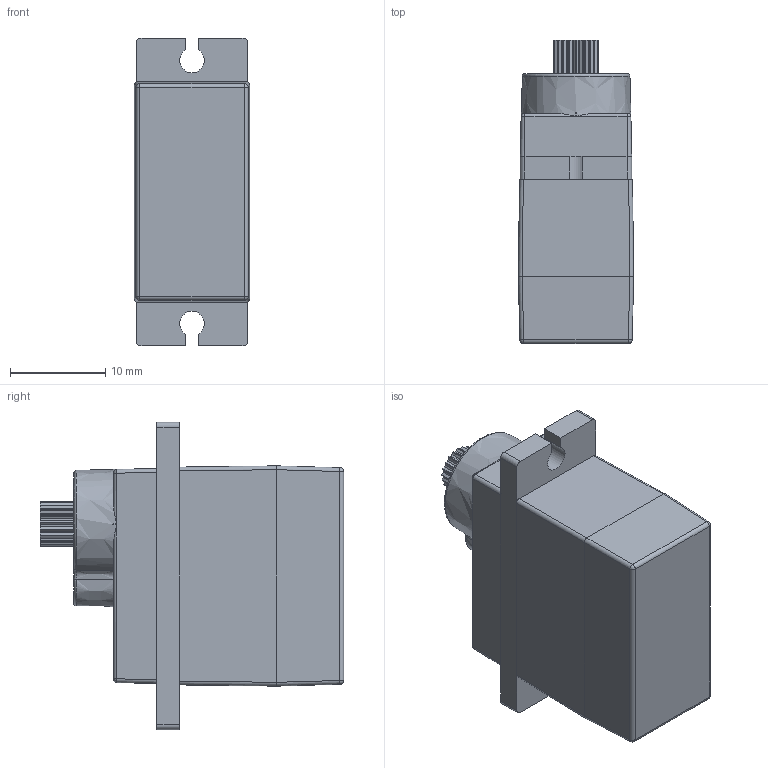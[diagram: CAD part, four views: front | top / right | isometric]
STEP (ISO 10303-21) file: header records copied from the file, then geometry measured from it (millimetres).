
FILE_DESCRIPTION(/* description */ (''),/* implementation_level */ '2;1');
FILE_NAME(/* name */ 'MG90S TEETH.step',/* time_stamp */ '2024-10-22T09:49:32+02:00',/* author */ (''),/* organization */ (''),/* preprocessor_version */ 'ST-DEVELOPER v20',/* originating_system */ 'Autodesk Translation Framework v13.20.0.188',/* authorisation */ '');
FILE_SCHEMA (('AUTOMOTIVE_DESIGN { 1 0 10303 214 3 1 1 }'));
Length unit declared in the file: millimetre
Products named in the file (1): MG90S
Bounding box: 12.1 x 31.8 x 32.25 mm (x, y, z)
Volume: 7298.2 mm3; surface area: 2665.6 mm2
Topology: 1 solids, 1 shells, 163 faces, 454 edges, 294 vertices
Faces by surface type: plane 76, cylinder 71, bspline 12, sphere 4
Entity records: 6019 total; most frequent: CARTESIAN_POINT 1801, ORIENTED_EDGE 908, DIRECTION 860, EDGE_CURVE 454, VERTEX_POINT 294, AXIS2_PLACEMENT_3D 292, LINE 276, VECTOR 276
